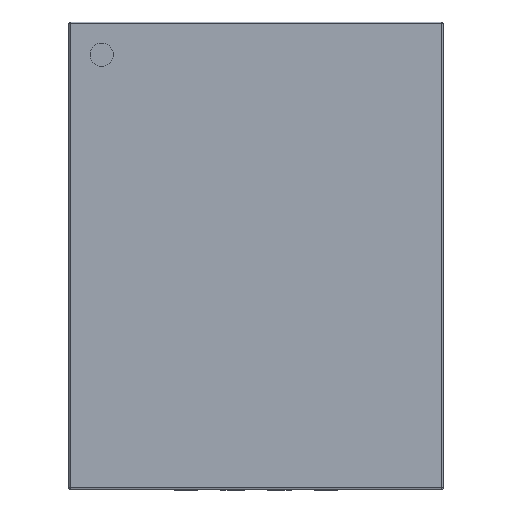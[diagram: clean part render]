
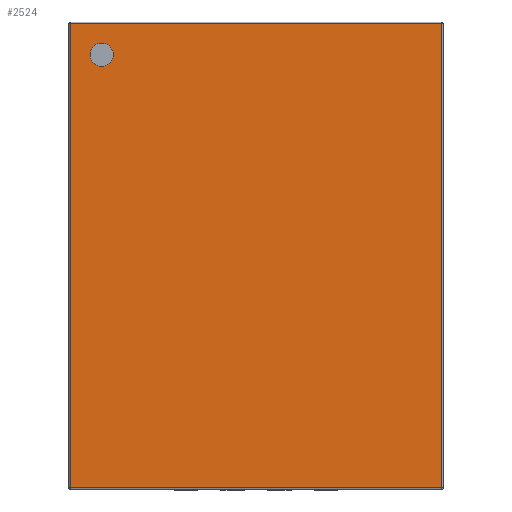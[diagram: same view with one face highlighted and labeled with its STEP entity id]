
A CAD part, top view. The second image highlights one B-rep face of the part: STEP entity #2524.
In plain terms, the highlighted planar face has unit normal (0, 0, 1).
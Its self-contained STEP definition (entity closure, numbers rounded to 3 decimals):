
#14=FACE_BOUND('',#263,.T.);
#26=PLANE('',#2690);
#133=FACE_OUTER_BOUND('',#262,.T.);
#262=EDGE_LOOP('',(#1757,#1758,#1759,#1760));
#263=EDGE_LOOP('',(#1761));
#393=LINE('',#3616,#690);
#397=LINE('',#3632,#694);
#399=LINE('',#3635,#696);
#401=LINE('',#3638,#698);
#690=VECTOR('',#2930,10.);
#694=VECTOR('',#2948,10.);
#696=VECTOR('',#2952,10.);
#698=VECTOR('',#2956,10.);
#989=CIRCLE('',#2691,0.125);
#1049=VERTEX_POINT('',#3578);
#1054=VERTEX_POINT('',#3591);
#1059=VERTEX_POINT('',#3604);
#1064=VERTEX_POINT('',#3620);
#1108=VERTEX_POINT('',#3725);
#1310=EDGE_CURVE('',#1049,#1059,#393,.T.);
#1318=EDGE_CURVE('',#1059,#1064,#397,.T.);
#1320=EDGE_CURVE('',#1064,#1054,#399,.T.);
#1322=EDGE_CURVE('',#1054,#1049,#401,.T.);
#1366=EDGE_CURVE('',#1108,#1108,#989,.T.);
#1757=ORIENTED_EDGE('',*,*,#1310,.F.);
#1758=ORIENTED_EDGE('',*,*,#1322,.F.);
#1759=ORIENTED_EDGE('',*,*,#1320,.F.);
#1760=ORIENTED_EDGE('',*,*,#1318,.F.);
#1761=ORIENTED_EDGE('',*,*,#1366,.T.);
#2524=ADVANCED_FACE('',(#133,#14),#26,.T.);
#2690=AXIS2_PLACEMENT_3D('',#3724,#3004,#3005);
#2691=AXIS2_PLACEMENT_3D('',#3726,#3006,#3007);
#2930=DIRECTION('',(0.,1.,0.));
#2948=DIRECTION('',(1.,0.,0.));
#2952=DIRECTION('',(0.,-1.,0.));
#2956=DIRECTION('',(-1.,0.,0.));
#3004=DIRECTION('center_axis',(0.,0.,1.));
#3005=DIRECTION('ref_axis',(1.,0.,0.));
#3006=DIRECTION('center_axis',(0.,0.,-1.));
#3007=DIRECTION('ref_axis',(-1.,0.,0.));
#3578=CARTESIAN_POINT('',(-1.98,-2.48,0.85));
#3591=CARTESIAN_POINT('',(1.98,-2.48,0.85));
#3604=CARTESIAN_POINT('',(-1.98,2.48,0.85));
#3616=CARTESIAN_POINT('',(-1.98,1.25,0.85));
#3620=CARTESIAN_POINT('',(1.98,2.48,0.85));
#3632=CARTESIAN_POINT('',(1.,2.48,0.85));
#3635=CARTESIAN_POINT('',(1.98,-1.25,0.85));
#3638=CARTESIAN_POINT('',(-1.,-2.48,0.85));
#3724=CARTESIAN_POINT('Origin',(0.,0.,0.85));
#3725=CARTESIAN_POINT('',(-1.524,2.149,0.85));
#3726=CARTESIAN_POINT('Origin',(-1.649,2.149,0.85));
